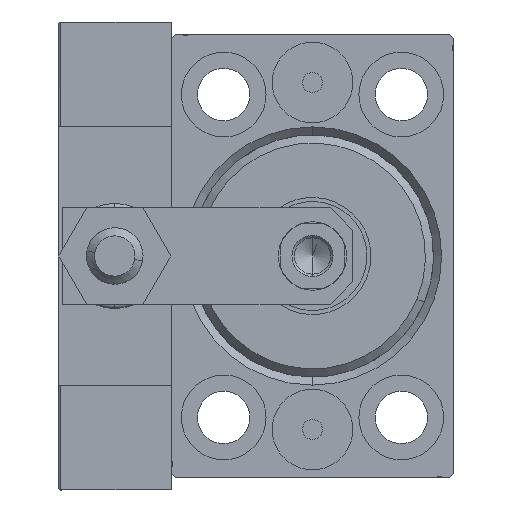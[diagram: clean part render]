
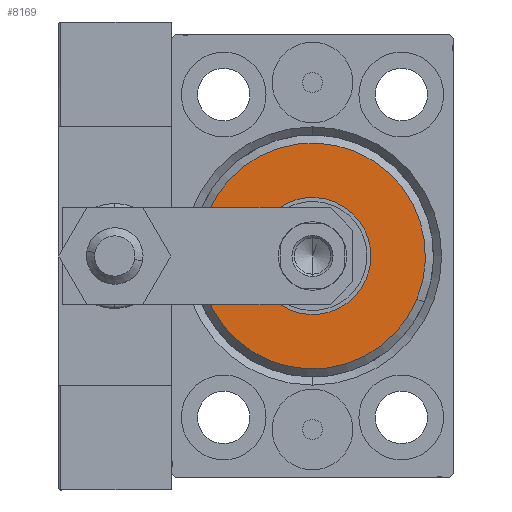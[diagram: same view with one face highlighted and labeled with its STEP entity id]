
A CAD part, left-side view. The second image highlights one B-rep face of the part: STEP entity #8169.
In plain terms, the highlighted face is planar.
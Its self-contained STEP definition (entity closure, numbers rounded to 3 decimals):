
#1143 = EDGE_CURVE ( 'NONE', #7704, #39585, #3721, .T. ) ;
#2197 = CARTESIAN_POINT ( 'NONE',  ( 3., 0., -14. ) ) ;
#2810 = DIRECTION ( 'NONE',  ( 0., 0., -1. ) ) ;
#3219 = EDGE_LOOP ( 'NONE', ( #23626, #5411 ) ) ;
#3721 = CIRCLE ( 'NONE', #44183, 14. ) ;
#4709 = CARTESIAN_POINT ( 'NONE',  ( 3., 0., 7.25 ) ) ;
#5411 = ORIENTED_EDGE ( 'NONE', *, *, #19391, .T. ) ;
#7704 = VERTEX_POINT ( 'NONE', #26449 ) ;
#8169 = ADVANCED_FACE ( 'NONE', ( #31931, #16468 ), #35495, .T. ) ;
#9812 = CARTESIAN_POINT ( 'NONE',  ( 3., 0., 0. ) ) ;
#10244 = CIRCLE ( 'NONE', #20728, 7.25 ) ;
#10933 = CARTESIAN_POINT ( 'NONE',  ( 3., 0., 0. ) ) ;
#11941 = DIRECTION ( 'NONE',  ( 1., 0., 0. ) ) ;
#12954 = EDGE_CURVE ( 'NONE', #32800, #38585, #46151, .T. ) ;
#13189 = CIRCLE ( 'NONE', #21171, 14. ) ;
#14438 = DIRECTION ( 'NONE',  ( 0., 0., -1. ) ) ;
#16468 = FACE_BOUND ( 'NONE', #27883, .T. ) ;
#19391 = EDGE_CURVE ( 'NONE', #39585, #7704, #13189, .T. ) ;
#20728 = AXIS2_PLACEMENT_3D ( 'NONE', #46681, #11941, #27387 ) ;
#21171 = AXIS2_PLACEMENT_3D ( 'NONE', #10933, #40833, #2810 ) ;
#22281 = CARTESIAN_POINT ( 'NONE',  ( 3., 0., 0. ) ) ;
#23626 = ORIENTED_EDGE ( 'NONE', *, *, #1143, .T. ) ;
#25757 = DIRECTION ( 'NONE',  ( 0., 0., -1. ) ) ;
#26449 = CARTESIAN_POINT ( 'NONE',  ( 3., 0., 14. ) ) ;
#27387 = DIRECTION ( 'NONE',  ( 0., 0., -1. ) ) ;
#27883 = EDGE_LOOP ( 'NONE', ( #37900, #39370 ) ) ;
#31683 = DIRECTION ( 'NONE',  ( 1., 0., 0. ) ) ;
#31931 = FACE_OUTER_BOUND ( 'NONE', #3219, .T. ) ;
#32246 = CARTESIAN_POINT ( 'NONE',  ( 3., 0., -7.25 ) ) ;
#32800 = VERTEX_POINT ( 'NONE', #32246 ) ;
#35265 = EDGE_CURVE ( 'NONE', #38585, #32800, #10244, .T. ) ;
#35495 = PLANE ( 'NONE',  #37144 ) ;
#37144 = AXIS2_PLACEMENT_3D ( 'NONE', #46676, #31683, #47191 ) ;
#37900 = ORIENTED_EDGE ( 'NONE', *, *, #12954, .F. ) ;
#38585 = VERTEX_POINT ( 'NONE', #4709 ) ;
#39370 = ORIENTED_EDGE ( 'NONE', *, *, #35265, .F. ) ;
#39585 = VERTEX_POINT ( 'NONE', #2197 ) ;
#40482 = AXIS2_PLACEMENT_3D ( 'NONE', #9812, #44796, #25757 ) ;
#40833 = DIRECTION ( 'NONE',  ( 1., 0., 0. ) ) ;
#42316 = DIRECTION ( 'NONE',  ( 1., 0., 0. ) ) ;
#44183 = AXIS2_PLACEMENT_3D ( 'NONE', #22281, #42316, #14438 ) ;
#44796 = DIRECTION ( 'NONE',  ( 1., 0., 0. ) ) ;
#46151 = CIRCLE ( 'NONE', #40482, 7.25 ) ;
#46676 = CARTESIAN_POINT ( 'NONE',  ( 3., 0., 0. ) ) ;
#46681 = CARTESIAN_POINT ( 'NONE',  ( 3., 0., 0. ) ) ;
#47191 = DIRECTION ( 'NONE',  ( 0., 0., -1. ) ) ;
